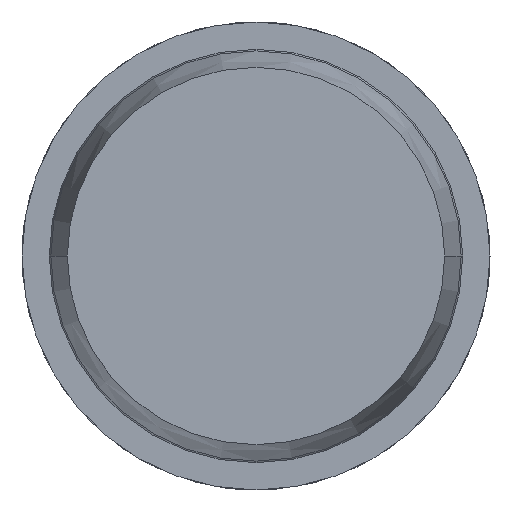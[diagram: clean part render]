
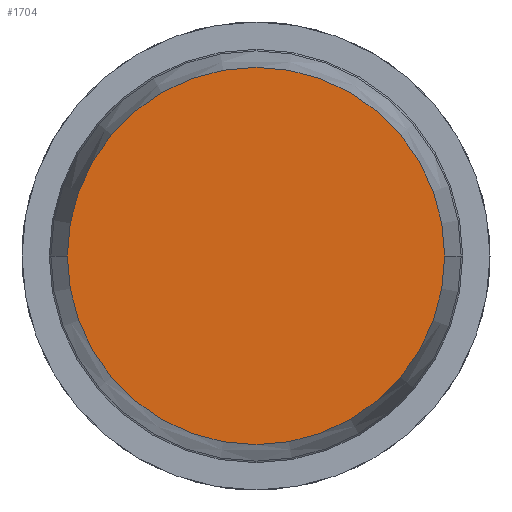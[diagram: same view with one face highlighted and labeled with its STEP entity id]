
A CAD part, front view. The second image highlights one B-rep face of the part: STEP entity #1704.
In plain terms, the highlighted planar face has unit normal (0, -1, 0).
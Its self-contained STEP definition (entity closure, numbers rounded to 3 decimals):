
#86 = PLANE ( 'NONE',  #641 ) ;
#101 = CARTESIAN_POINT ( 'NONE',  ( 0., -19., 0. ) ) ;
#268 = DIRECTION ( 'NONE',  ( 0., -1., 0. ) ) ;
#641 = AXIS2_PLACEMENT_3D ( 'NONE', #101, #1628, #2872 ) ;
#704 = VERTEX_POINT ( 'NONE', #2840 ) ;
#985 = EDGE_LOOP ( 'NONE', ( #1166, #1506 ) ) ;
#1166 = ORIENTED_EDGE ( 'NONE', *, *, #2433, .T. ) ;
#1205 = CARTESIAN_POINT ( 'NONE',  ( 0., -19., 0. ) ) ;
#1474 = AXIS2_PLACEMENT_3D ( 'NONE', #1205, #3150, #3220 ) ;
#1506 = ORIENTED_EDGE ( 'NONE', *, *, #2602, .T. ) ;
#1628 = DIRECTION ( 'NONE',  ( 0., -1., 0. ) ) ;
#1704 = ADVANCED_FACE ( 'Defeature ausgef�hrt1_0', ( #2117 ), #86, .T. ) ;
#1885 = AXIS2_PLACEMENT_3D ( 'NONE', #2520, #268, #2732 ) ;
#2117 = FACE_OUTER_BOUND ( 'NONE', #985, .T. ) ;
#2433 = EDGE_CURVE ( 'Defeature ausgef�hrt1_0+Defeature ausgef�hrt1_10+Defeature ausgef�hrt1_10+Defeature ausgef�hrt1_10', #704, #2725, #3053, .T. ) ;
#2520 = CARTESIAN_POINT ( 'NONE',  ( 0., -19., 0. ) ) ;
#2602 = EDGE_CURVE ( 'Defeature ausgef�hrt1_0+Defeature ausgef�hrt1_10+Defeature ausgef�hrt1_10+Defeature ausgef�hrt1_10', #2725, #704, #2742, .T. ) ;
#2725 = VERTEX_POINT ( 'NONE', #2841 ) ;
#2732 = DIRECTION ( 'NONE',  ( 1., 0., 0. ) ) ;
#2742 = CIRCLE ( 'NONE', #1885, 1.209 ) ;
#2840 = CARTESIAN_POINT ( 'NONE',  ( -1.209, -19., 0. ) ) ;
#2841 = CARTESIAN_POINT ( 'NONE',  ( 1.209, -19., 0. ) ) ;
#2872 = DIRECTION ( 'NONE',  ( 1., 0., 0. ) ) ;
#3053 = CIRCLE ( 'NONE', #1474, 1.209 ) ;
#3150 = DIRECTION ( 'NONE',  ( 0., -1., 0. ) ) ;
#3220 = DIRECTION ( 'NONE',  ( 1., 0., 0. ) ) ;
